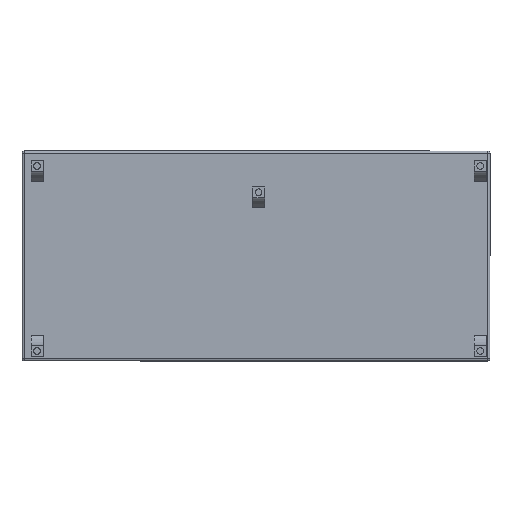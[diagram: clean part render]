
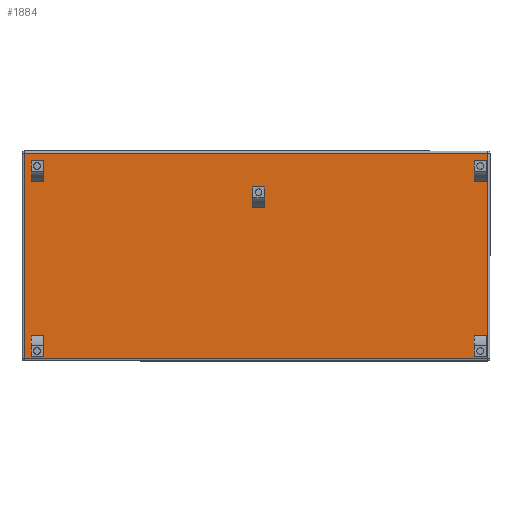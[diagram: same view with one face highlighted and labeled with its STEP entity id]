
A CAD part, front view. The second image highlights one B-rep face of the part: STEP entity #1884.
In plain terms, the highlighted planar face has unit normal (0, -1, 0).
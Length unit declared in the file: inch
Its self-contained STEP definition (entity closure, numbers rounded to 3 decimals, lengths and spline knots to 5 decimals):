
#115=PLANE('',#2165);
#189=FACE_OUTER_BOUND('',#329,.T.);
#329=EDGE_LOOP('',(#1320,#1321,#1322,#1323));
#473=LINE('',#3199,#601);
#481=LINE('',#3232,#609);
#482=LINE('',#3236,#610);
#483=LINE('',#3237,#611);
#601=VECTOR('',#2471,0.3937);
#609=VECTOR('',#2509,0.3937);
#610=VECTOR('',#2514,0.3937);
#611=VECTOR('',#2515,0.3937);
#870=VERTEX_POINT('',#3194);
#871=VERTEX_POINT('',#3197);
#881=VERTEX_POINT('',#3231);
#882=VERTEX_POINT('',#3235);
#1021=EDGE_CURVE('',#871,#870,#473,.T.);
#1037=EDGE_CURVE('',#870,#881,#481,.T.);
#1039=EDGE_CURVE('',#882,#871,#482,.T.);
#1040=EDGE_CURVE('',#881,#882,#483,.T.);
#1320=ORIENTED_EDGE('',*,*,#1021,.F.);
#1321=ORIENTED_EDGE('',*,*,#1039,.F.);
#1322=ORIENTED_EDGE('',*,*,#1040,.F.);
#1323=ORIENTED_EDGE('',*,*,#1037,.F.);
#1884=ADVANCED_FACE('',(#189),#115,.T.);
#2165=AXIS2_PLACEMENT_3D('',#3234,#2512,#2513);
#2471=DIRECTION('',(0.,0.,1.));
#2509=DIRECTION('',(1.,0.,0.));
#2512=DIRECTION('center_axis',(0.,-1.,0.));
#2513=DIRECTION('ref_axis',(1.,0.,0.));
#2514=DIRECTION('',(-1.,0.,0.));
#2515=DIRECTION('',(0.,0.,-1.));
#3194=CARTESIAN_POINT('',(-18.50647,-13.24283,38.625));
#3197=CARTESIAN_POINT('',(-18.50647,-13.24283,-38.625));
#3199=CARTESIAN_POINT('',(-18.50647,-13.24283,0.));
#3231=CARTESIAN_POINT('',(15.74353,-13.24283,38.625));
#3232=CARTESIAN_POINT('',(-7.94485,-13.24283,38.625));
#3234=CARTESIAN_POINT('Origin',(-18.63147,-13.24283,0.));
#3235=CARTESIAN_POINT('',(15.74353,-13.24283,-38.625));
#3236=CARTESIAN_POINT('',(-7.94485,-13.24283,-38.625));
#3237=CARTESIAN_POINT('',(15.74353,-13.24283,0.));
